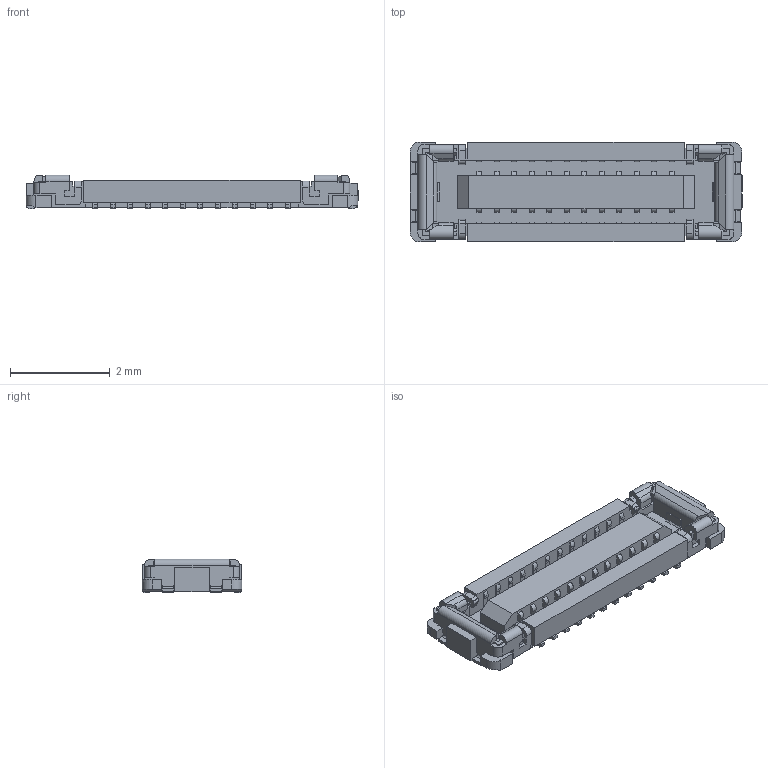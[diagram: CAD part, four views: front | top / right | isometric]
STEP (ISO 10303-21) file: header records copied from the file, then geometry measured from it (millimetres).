
FILE_DESCRIPTION (( 'STEP AP214' ), '1' );
FILE_NAME ('CONN-SMD_5052702412.step', '2022-08-01T04:37:09', ( '' ), ( '' ), 'SwSTEP 2.0', 'SolidWorks 2020', '' );
FILE_SCHEMA (( 'AUTOMOTIVE_DESIGN' ));
Length unit declared in the file: millimetre
Products named in the file (1): CONN-SMD_5052702412
Bounding box: 6.65 x 2 x 0.68 mm (x, y, z)
Volume: 5.3 mm3; surface area: 52.4 mm2
Topology: 1 solids, 1 shells, 1085 faces, 3009 edges, 1994 vertices
Faces by surface type: plane 837, cylinder 150, bspline 98
Entity records: 46788 total; most frequent: CARTESIAN_POINT 7479, ORIENTED_EDGE 6018, DIRECTION 5061, EDGE_CURVE 3009, LINE 2477, VECTOR 2477, VERTEX_POINT 1994, AXIS2_PLACEMENT_3D 1292
